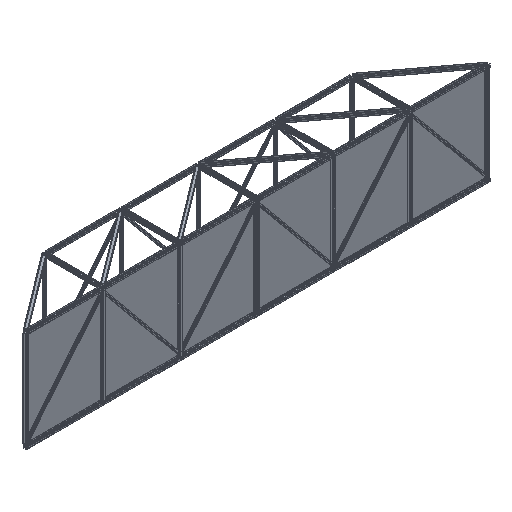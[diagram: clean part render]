
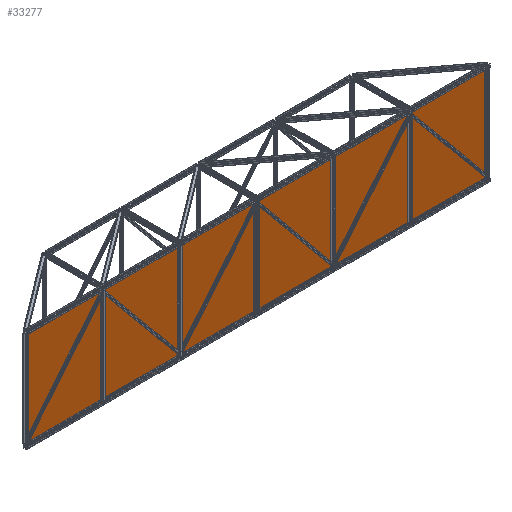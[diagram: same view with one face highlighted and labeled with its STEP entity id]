
A CAD part, isometric view. The second image highlights one B-rep face of the part: STEP entity #33277.
In plain terms, the highlighted free-form (B-spline) face has degree [1, 1] with [2, 2] control points.
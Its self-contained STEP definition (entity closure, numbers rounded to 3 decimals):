
#33167 = VERTEX_POINT('',#33168);
#33168 = CARTESIAN_POINT('',(40458.337,90.156,
    8410.038));
#33173 = EDGE_CURVE('',#33174,#33167,#33176,.T.);
#33174 = VERTEX_POINT('',#33175);
#33175 = CARTESIAN_POINT('',(40458.337,90.156,
    0.));
#33176 = B_SPLINE_CURVE_WITH_KNOTS('',1,(#33177,#33178),.UNSPECIFIED.,
  .F.,.F.,(2,2),(0.,6250.),.PIECEWISE_BEZIER_KNOTS.);
#33177 = CARTESIAN_POINT('',(40458.337,90.156,
    0.));
#33178 = CARTESIAN_POINT('',(40458.337,90.156,
    8410.038));
#33201 = VERTEX_POINT('',#33202);
#33202 = CARTESIAN_POINT('',(-178.966,90.156,
    8410.038));
#33207 = EDGE_CURVE('',#33167,#33201,#33208,.T.);
#33208 = B_SPLINE_CURVE_WITH_KNOTS('',1,(#33209,#33210),.UNSPECIFIED.,
  .F.,.F.,(2,2),(0.,30200.),.PIECEWISE_BEZIER_KNOTS.);
#33209 = CARTESIAN_POINT('',(40458.337,90.156,
    8410.038));
#33210 = CARTESIAN_POINT('',(-178.966,90.156,
    8410.038));
#33229 = VERTEX_POINT('',#33230);
#33230 = CARTESIAN_POINT('',(-178.966,90.156,
    0.));
#33235 = EDGE_CURVE('',#33201,#33229,#33236,.T.);
#33236 = B_SPLINE_CURVE_WITH_KNOTS('',1,(#33237,#33238),.UNSPECIFIED.,
  .F.,.F.,(2,2),(0.,6250.),.PIECEWISE_BEZIER_KNOTS.);
#33237 = CARTESIAN_POINT('',(-178.966,90.156,
    8410.038));
#33238 = CARTESIAN_POINT('',(-178.966,90.156,
    0.));
#33255 = EDGE_CURVE('',#33229,#33174,#33256,.T.);
#33256 = B_SPLINE_CURVE_WITH_KNOTS('',1,(#33257,#33258),.UNSPECIFIED.,
  .F.,.F.,(2,2),(0.,30200.),.PIECEWISE_BEZIER_KNOTS.);
#33257 = CARTESIAN_POINT('',(-178.966,90.156,
    0.));
#33258 = CARTESIAN_POINT('',(40458.337,90.156,
    0.));
#33277 = ADVANCED_FACE('',(#33278),#33284,.F.);
#33278 = FACE_BOUND('',#33279,.T.);
#33279 = EDGE_LOOP('',(#33280,#33281,#33282,#33283));
#33280 = ORIENTED_EDGE('',*,*,#33255,.T.);
#33281 = ORIENTED_EDGE('',*,*,#33173,.T.);
#33282 = ORIENTED_EDGE('',*,*,#33207,.T.);
#33283 = ORIENTED_EDGE('',*,*,#33235,.T.);
#33284 = B_SPLINE_SURFACE_WITH_KNOTS('',1,1,(
    (#33285,#33286)
    ,(#33287,#33288
    )),.UNSPECIFIED.,.F.,.F.,.F.,(2,2),(2,2),(-15100.,15100.),(
    -3125.,3125.),.PIECEWISE_BEZIER_KNOTS.);
#33285 = CARTESIAN_POINT('',(-178.966,90.156,
    8410.038));
#33286 = CARTESIAN_POINT('',(-178.966,90.156,
    0.));
#33287 = CARTESIAN_POINT('',(40458.337,90.156,
    8410.038));
#33288 = CARTESIAN_POINT('',(40458.337,90.156,
    0.));
